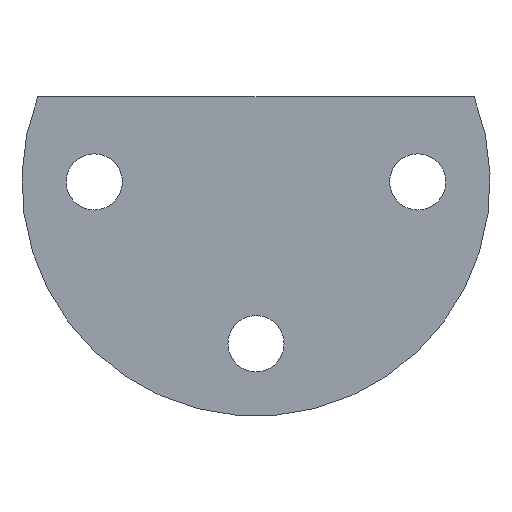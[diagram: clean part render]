
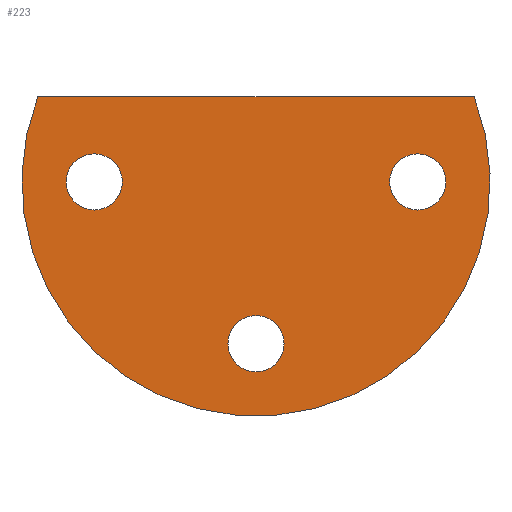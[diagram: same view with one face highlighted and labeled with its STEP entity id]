
A CAD part, left-side view. The second image highlights one B-rep face of the part: STEP entity #223.
In plain terms, the highlighted planar face has unit normal (-1, 0, 0).
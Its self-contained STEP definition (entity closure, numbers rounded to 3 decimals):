
#223 = ADVANCED_FACE( '', ( #453, #454, #455, #456 ), #457, .F. );
#453 = FACE_OUTER_BOUND( '', #710, .T. );
#454 = FACE_BOUND( '', #711, .T. );
#455 = FACE_BOUND( '', #712, .T. );
#456 = FACE_BOUND( '', #713, .T. );
#457 = PLANE( '', #714 );
#710 = EDGE_LOOP( '', ( #1093, #1094 ) );
#711 = EDGE_LOOP( '', ( #1095 ) );
#712 = EDGE_LOOP( '', ( #1096 ) );
#713 = EDGE_LOOP( '', ( #1097 ) );
#714 = AXIS2_PLACEMENT_3D( '', #1098, #1099, #1100 );
#1093 = ORIENTED_EDGE( '', *, *, #1545, .F. );
#1094 = ORIENTED_EDGE( '', *, *, #1547, .T. );
#1095 = ORIENTED_EDGE( '', *, *, #1473, .F. );
#1096 = ORIENTED_EDGE( '', *, *, #1548, .T. );
#1097 = ORIENTED_EDGE( '', *, *, #1539, .F. );
#1098 = CARTESIAN_POINT( '', ( 0., 0., 0. ) );
#1099 = DIRECTION( '', ( 1., 0., 0. ) );
#1100 = DIRECTION( '', ( 0., 0., -1. ) );
#1473 = EDGE_CURVE( '', #1730, #1730, #1731, .F. );
#1539 = EDGE_CURVE( '', #1825, #1825, #1826, .T. );
#1545 = EDGE_CURVE( '', #1835, #1831, #1837, .T. );
#1547 = EDGE_CURVE( '', #1835, #1831, #1839, .T. );
#1548 = EDGE_CURVE( '', #1840, #1840, #1841, .T. );
#1730 = VERTEX_POINT( '', #2142 );
#1731 = CIRCLE( '', #2143, 3.3 );
#1825 = VERTEX_POINT( '', #2351 );
#1826 = CIRCLE( '', #2352, 3.3 );
#1831 = VERTEX_POINT( '', #2357 );
#1835 = VERTEX_POINT( '', #2362 );
#1837 = CIRCLE( '', #2365, 27.5 );
#1839 = LINE( '', #2367, #2368 );
#1840 = VERTEX_POINT( '', #2369 );
#1841 = CIRCLE( '', #2370, 3.3 );
#2142 = CARTESIAN_POINT( '', ( 0., 19., -3.3 ) );
#2143 = AXIS2_PLACEMENT_3D( '', #2626, #2627, #2628 );
#2351 = CARTESIAN_POINT( '', ( 0., -19., 3.3 ) );
#2352 = AXIS2_PLACEMENT_3D( '', #2693, #2694, #2695 );
#2357 = CARTESIAN_POINT( '', ( 0., 25.617, 10. ) );
#2362 = CARTESIAN_POINT( '', ( 0., -25.617, 10. ) );
#2365 = AXIS2_PLACEMENT_3D( '', #2704, #2705, #2706 );
#2367 = CARTESIAN_POINT( '', ( 0., -29.5, 10. ) );
#2368 = VECTOR( '', #2707, 1000. );
#2369 = CARTESIAN_POINT( '', ( 0., 0., -22.3 ) );
#2370 = AXIS2_PLACEMENT_3D( '', #2708, #2709, #2710 );
#2626 = CARTESIAN_POINT( '', ( 0., 19., 0. ) );
#2627 = DIRECTION( '', ( 1., 0., 0. ) );
#2628 = DIRECTION( '', ( 0., 0., -1. ) );
#2693 = CARTESIAN_POINT( '', ( 0., -19., 0. ) );
#2694 = DIRECTION( '', ( -1., 0., 0. ) );
#2695 = DIRECTION( '', ( 0., 0., 1. ) );
#2704 = CARTESIAN_POINT( '', ( 0., 0., 0. ) );
#2705 = DIRECTION( '', ( 1., 0., 0. ) );
#2706 = DIRECTION( '', ( 0., 0., -1. ) );
#2707 = DIRECTION( '', ( 0., 1., 0. ) );
#2708 = CARTESIAN_POINT( '', ( 0., 0., -19. ) );
#2709 = DIRECTION( '', ( 1., 0., 0. ) );
#2710 = DIRECTION( '', ( 0., 0., -1. ) );
